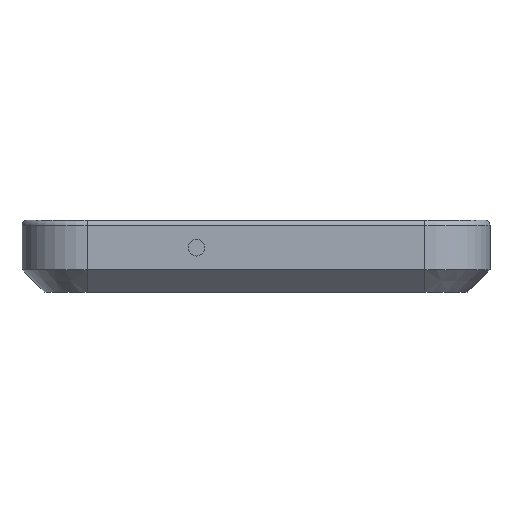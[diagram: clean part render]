
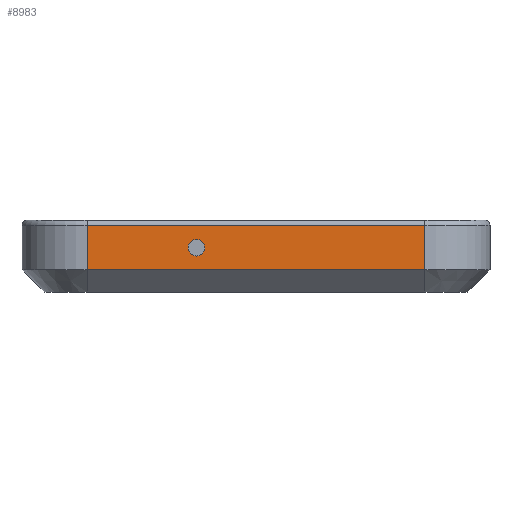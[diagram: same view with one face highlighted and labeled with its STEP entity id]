
A CAD part, front view. The second image highlights one B-rep face of the part: STEP entity #8983.
In plain terms, the highlighted planar face has unit normal (0, -1, 0).
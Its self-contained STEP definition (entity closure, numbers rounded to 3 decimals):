
#3189 = PLANE('',#3190);
#3190 = AXIS2_PLACEMENT_3D('',#3191,#3192,#3193);
#3191 = CARTESIAN_POINT('',(30.5,-81.4,-4.5));
#3192 = DIRECTION('',(0.,0.707,0.707));
#3193 = DIRECTION('',(-1.,0.,0.));
#5716 = VERTEX_POINT('',#5717);
#5717 = CARTESIAN_POINT('',(30.5,-83.4,-2.5));
#5740 = VERTEX_POINT('',#5741);
#5741 = CARTESIAN_POINT('',(-30.5,-83.4,-2.5));
#5762 = EDGE_CURVE('',#5716,#5740,#5763,.T.);
#5763 = SURFACE_CURVE('',#5764,(#5768,#5775),.PCURVE_S1.);
#5764 = LINE('',#5765,#5766);
#5765 = CARTESIAN_POINT('',(30.5,-83.4,-2.5));
#5766 = VECTOR('',#5767,1.);
#5767 = DIRECTION('',(-1.,0.,0.));
#5768 = PCURVE('',#3189,#5769);
#5769 = DEFINITIONAL_REPRESENTATION('',(#5770),#5774);
#5770 = LINE('',#5771,#5772);
#5771 = CARTESIAN_POINT('',(0.,2.828));
#5772 = VECTOR('',#5773,1.);
#5773 = DIRECTION('',(1.,0.));
#5774 = ( GEOMETRIC_REPRESENTATION_CONTEXT(2) 
PARAMETRIC_REPRESENTATION_CONTEXT() REPRESENTATION_CONTEXT('2D SPACE',''
  ) );
#5775 = PCURVE('',#5776,#5781);
#5776 = PLANE('',#5777);
#5777 = AXIS2_PLACEMENT_3D('',#5778,#5779,#5780);
#5778 = CARTESIAN_POINT('',(30.5,-83.4,-6.5));
#5779 = DIRECTION('',(0.,-1.,0.));
#5780 = DIRECTION('',(-1.,0.,0.));
#5781 = DEFINITIONAL_REPRESENTATION('',(#5782),#5786);
#5782 = LINE('',#5783,#5784);
#5783 = CARTESIAN_POINT('',(0.,-4.));
#5784 = VECTOR('',#5785,1.);
#5785 = DIRECTION('',(1.,0.));
#5786 = ( GEOMETRIC_REPRESENTATION_CONTEXT(2) 
PARAMETRIC_REPRESENTATION_CONTEXT() REPRESENTATION_CONTEXT('2D SPACE',''
  ) );
#5809 = CYLINDRICAL_SURFACE('',#5810,11.75);
#5810 = AXIS2_PLACEMENT_3D('',#5811,#5812,#5813);
#5811 = CARTESIAN_POINT('',(30.5,-71.65,-6.5));
#5812 = DIRECTION('',(0.,0.,-1.));
#5813 = DIRECTION('',(1.,0.,0.));
#6087 = CYLINDRICAL_SURFACE('',#6088,11.75);
#6088 = AXIS2_PLACEMENT_3D('',#6089,#6090,#6091);
#6089 = CARTESIAN_POINT('',(-30.5,-71.65,-6.5));
#6090 = DIRECTION('',(0.,0.,-1.));
#6091 = DIRECTION('',(1.,0.,0.));
#6527 = CYLINDRICAL_SURFACE('',#6528,1.);
#6528 = AXIS2_PLACEMENT_3D('',#6529,#6530,#6531);
#6529 = CARTESIAN_POINT('',(30.5,-82.4,5.5));
#6530 = DIRECTION('',(-1.,0.,0.));
#6531 = DIRECTION('',(0.,-1.,0.));
#8983 = ADVANCED_FACE('',(#8984,#9054),#5776,.T.);
#8984 = FACE_BOUND('',#8985,.T.);
#8985 = EDGE_LOOP('',(#8986,#9009,#9032,#9053));
#8986 = ORIENTED_EDGE('',*,*,#8987,.T.);
#8987 = EDGE_CURVE('',#5716,#8988,#8990,.T.);
#8988 = VERTEX_POINT('',#8989);
#8989 = CARTESIAN_POINT('',(30.5,-83.4,5.5));
#8990 = SURFACE_CURVE('',#8991,(#8995,#9002),.PCURVE_S1.);
#8991 = LINE('',#8992,#8993);
#8992 = CARTESIAN_POINT('',(30.5,-83.4,-6.5));
#8993 = VECTOR('',#8994,1.);
#8994 = DIRECTION('',(0.,0.,1.));
#8995 = PCURVE('',#5776,#8996);
#8996 = DEFINITIONAL_REPRESENTATION('',(#8997),#9001);
#8997 = LINE('',#8998,#8999);
#8998 = CARTESIAN_POINT('',(0.,0.));
#8999 = VECTOR('',#9000,1.);
#9000 = DIRECTION('',(0.,-1.));
#9001 = ( GEOMETRIC_REPRESENTATION_CONTEXT(2) 
PARAMETRIC_REPRESENTATION_CONTEXT() REPRESENTATION_CONTEXT('2D SPACE',''
  ) );
#9002 = PCURVE('',#5809,#9003);
#9003 = DEFINITIONAL_REPRESENTATION('',(#9004),#9008);
#9004 = LINE('',#9005,#9006);
#9005 = CARTESIAN_POINT('',(-4.712,0.));
#9006 = VECTOR('',#9007,1.);
#9007 = DIRECTION('',(0.,-1.));
#9008 = ( GEOMETRIC_REPRESENTATION_CONTEXT(2) 
PARAMETRIC_REPRESENTATION_CONTEXT() REPRESENTATION_CONTEXT('2D SPACE',''
  ) );
#9009 = ORIENTED_EDGE('',*,*,#9010,.T.);
#9010 = EDGE_CURVE('',#8988,#9011,#9013,.T.);
#9011 = VERTEX_POINT('',#9012);
#9012 = CARTESIAN_POINT('',(-30.5,-83.4,5.5));
#9013 = SURFACE_CURVE('',#9014,(#9018,#9025),.PCURVE_S1.);
#9014 = LINE('',#9015,#9016);
#9015 = CARTESIAN_POINT('',(30.5,-83.4,5.5));
#9016 = VECTOR('',#9017,1.);
#9017 = DIRECTION('',(-1.,0.,0.));
#9018 = PCURVE('',#5776,#9019);
#9019 = DEFINITIONAL_REPRESENTATION('',(#9020),#9024);
#9020 = LINE('',#9021,#9022);
#9021 = CARTESIAN_POINT('',(0.,-12.));
#9022 = VECTOR('',#9023,1.);
#9023 = DIRECTION('',(1.,0.));
#9024 = ( GEOMETRIC_REPRESENTATION_CONTEXT(2) 
PARAMETRIC_REPRESENTATION_CONTEXT() REPRESENTATION_CONTEXT('2D SPACE',''
  ) );
#9025 = PCURVE('',#6527,#9026);
#9026 = DEFINITIONAL_REPRESENTATION('',(#9027),#9031);
#9027 = LINE('',#9028,#9029);
#9028 = CARTESIAN_POINT('',(0.,0.));
#9029 = VECTOR('',#9030,1.);
#9030 = DIRECTION('',(0.,1.));
#9031 = ( GEOMETRIC_REPRESENTATION_CONTEXT(2) 
PARAMETRIC_REPRESENTATION_CONTEXT() REPRESENTATION_CONTEXT('2D SPACE',''
  ) );
#9032 = ORIENTED_EDGE('',*,*,#9033,.F.);
#9033 = EDGE_CURVE('',#5740,#9011,#9034,.T.);
#9034 = SURFACE_CURVE('',#9035,(#9039,#9046),.PCURVE_S1.);
#9035 = LINE('',#9036,#9037);
#9036 = CARTESIAN_POINT('',(-30.5,-83.4,-6.5));
#9037 = VECTOR('',#9038,1.);
#9038 = DIRECTION('',(0.,0.,1.));
#9039 = PCURVE('',#5776,#9040);
#9040 = DEFINITIONAL_REPRESENTATION('',(#9041),#9045);
#9041 = LINE('',#9042,#9043);
#9042 = CARTESIAN_POINT('',(61.,0.));
#9043 = VECTOR('',#9044,1.);
#9044 = DIRECTION('',(0.,-1.));
#9045 = ( GEOMETRIC_REPRESENTATION_CONTEXT(2) 
PARAMETRIC_REPRESENTATION_CONTEXT() REPRESENTATION_CONTEXT('2D SPACE',''
  ) );
#9046 = PCURVE('',#6087,#9047);
#9047 = DEFINITIONAL_REPRESENTATION('',(#9048),#9052);
#9048 = LINE('',#9049,#9050);
#9049 = CARTESIAN_POINT('',(-4.712,0.));
#9050 = VECTOR('',#9051,1.);
#9051 = DIRECTION('',(0.,-1.));
#9052 = ( GEOMETRIC_REPRESENTATION_CONTEXT(2) 
PARAMETRIC_REPRESENTATION_CONTEXT() REPRESENTATION_CONTEXT('2D SPACE',''
  ) );
#9053 = ORIENTED_EDGE('',*,*,#5762,.F.);
#9054 = FACE_BOUND('',#9055,.T.);
#9055 = EDGE_LOOP('',(#9056));
#9056 = ORIENTED_EDGE('',*,*,#9057,.F.);
#9057 = EDGE_CURVE('',#9058,#9058,#9060,.T.);
#9058 = VERTEX_POINT('',#9059);
#9059 = CARTESIAN_POINT('',(-9.25,-83.4,1.5));
#9060 = SURFACE_CURVE('',#9061,(#9066,#9073),.PCURVE_S1.);
#9061 = CIRCLE('',#9062,1.5);
#9062 = AXIS2_PLACEMENT_3D('',#9063,#9064,#9065);
#9063 = CARTESIAN_POINT('',(-10.75,-83.4,1.5));
#9064 = DIRECTION('',(0.,-1.,0.));
#9065 = DIRECTION('',(1.,0.,0.));
#9066 = PCURVE('',#5776,#9067);
#9067 = DEFINITIONAL_REPRESENTATION('',(#9068),#9072);
#9068 = CIRCLE('',#9069,1.5);
#9069 = AXIS2_PLACEMENT_2D('',#9070,#9071);
#9070 = CARTESIAN_POINT('',(41.25,-8.));
#9071 = DIRECTION('',(-1.,0.));
#9072 = ( GEOMETRIC_REPRESENTATION_CONTEXT(2) 
PARAMETRIC_REPRESENTATION_CONTEXT() REPRESENTATION_CONTEXT('2D SPACE',''
  ) );
#9073 = PCURVE('',#9074,#9079);
#9074 = CYLINDRICAL_SURFACE('',#9075,1.5);
#9075 = AXIS2_PLACEMENT_3D('',#9076,#9077,#9078);
#9076 = CARTESIAN_POINT('',(-10.75,-83.4,1.5));
#9077 = DIRECTION('',(0.,-1.,0.));
#9078 = DIRECTION('',(1.,0.,0.));
#9079 = DEFINITIONAL_REPRESENTATION('',(#9080),#9084);
#9080 = LINE('',#9081,#9082);
#9081 = CARTESIAN_POINT('',(0.,0.));
#9082 = VECTOR('',#9083,1.);
#9083 = DIRECTION('',(1.,0.));
#9084 = ( GEOMETRIC_REPRESENTATION_CONTEXT(2) 
PARAMETRIC_REPRESENTATION_CONTEXT() REPRESENTATION_CONTEXT('2D SPACE',''
  ) );
